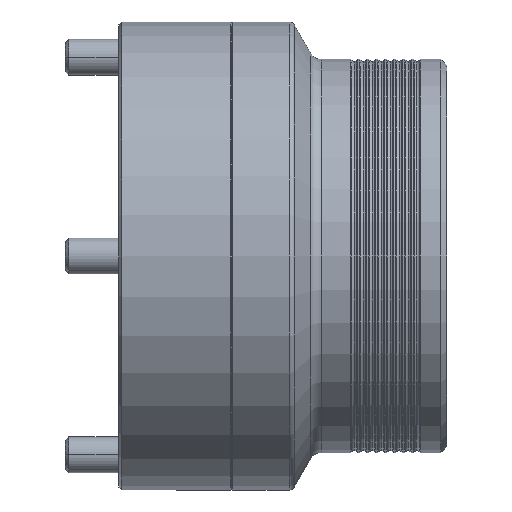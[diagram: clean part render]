
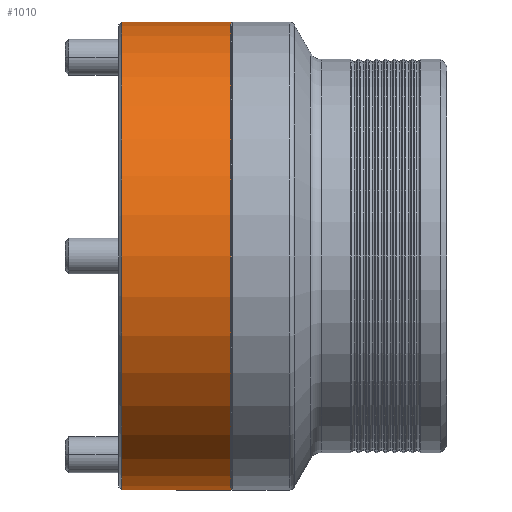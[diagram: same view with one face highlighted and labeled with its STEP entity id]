
A CAD part, front view. The second image highlights one B-rep face of the part: STEP entity #1010.
In plain terms, the highlighted cylindrical face has radius 78.5 mm (diameter 157 mm), a partial arc.
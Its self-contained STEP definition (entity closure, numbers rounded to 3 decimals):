
#222 = VECTOR ( 'NONE', #4552, 1000. ) ;
#372 = FACE_OUTER_BOUND ( 'NONE', #4122, .T. ) ;
#390 = EDGE_CURVE ( 'NONE', #1265, #507, #4434, .T. ) ;
#507 = VERTEX_POINT ( 'NONE', #3082 ) ;
#1010 = ADVANCED_FACE ( 'NONE', ( #372 ), #5096, .T. ) ;
#1016 = VERTEX_POINT ( 'NONE', #3022 ) ;
#1198 = CARTESIAN_POINT ( 'NONE',  ( 1., 0., 0. ) ) ;
#1265 = VERTEX_POINT ( 'NONE', #6340 ) ;
#1814 = DIRECTION ( 'NONE',  ( 0., 0., -1. ) ) ;
#1861 = LINE ( 'NONE', #6381, #222 ) ;
#2388 = DIRECTION ( 'NONE',  ( 0., 0., -1. ) ) ;
#2440 = AXIS2_PLACEMENT_3D ( 'NONE', #1198, #5511, #1814 ) ;
#2958 = DIRECTION ( 'NONE',  ( 1., 0., 0. ) ) ;
#3022 = CARTESIAN_POINT ( 'NONE',  ( 1., 0., 78.5 ) ) ;
#3051 = DIRECTION ( 'NONE',  ( 1., 0., 0. ) ) ;
#3082 = CARTESIAN_POINT ( 'NONE',  ( 37.5, 0., -78.5 ) ) ;
#3172 = AXIS2_PLACEMENT_3D ( 'NONE', #6658, #2958, #7269 ) ;
#4122 = EDGE_LOOP ( 'NONE', ( #5127, #6844, #4845, #7089 ) ) ;
#4294 = VERTEX_POINT ( 'NONE', #4803 ) ;
#4374 = EDGE_CURVE ( 'NONE', #1016, #4294, #4476, .T. ) ;
#4434 = CIRCLE ( 'NONE', #3172, 78.5 ) ;
#4456 = LINE ( 'NONE', #7398, #5911 ) ;
#4476 = CIRCLE ( 'NONE', #2440, 78.5 ) ;
#4552 = DIRECTION ( 'NONE',  ( 1., 0., 0. ) ) ;
#4803 = CARTESIAN_POINT ( 'NONE',  ( 1., 0., -78.5 ) ) ;
#4845 = ORIENTED_EDGE ( 'NONE', *, *, #6787, .T. ) ;
#5096 = CYLINDRICAL_SURFACE ( 'NONE', #5415, 78.5 ) ;
#5127 = ORIENTED_EDGE ( 'NONE', *, *, #6429, .F. ) ;
#5415 = AXIS2_PLACEMENT_3D ( 'NONE', #6727, #6102, #2388 ) ;
#5511 = DIRECTION ( 'NONE',  ( 1., 0., 0. ) ) ;
#5911 = VECTOR ( 'NONE', #3051, 1000. ) ;
#6102 = DIRECTION ( 'NONE',  ( 1., 0., 0. ) ) ;
#6340 = CARTESIAN_POINT ( 'NONE',  ( 37.5, 0., 78.5 ) ) ;
#6381 = CARTESIAN_POINT ( 'NONE',  ( 129.676, 0., 78.5 ) ) ;
#6429 = EDGE_CURVE ( 'NONE', #1016, #1265, #1861, .T. ) ;
#6658 = CARTESIAN_POINT ( 'NONE',  ( 37.5, 0., 0. ) ) ;
#6727 = CARTESIAN_POINT ( 'NONE',  ( 129.676, 0., 0. ) ) ;
#6787 = EDGE_CURVE ( 'NONE', #4294, #507, #4456, .T. ) ;
#6844 = ORIENTED_EDGE ( 'NONE', *, *, #4374, .T. ) ;
#7089 = ORIENTED_EDGE ( 'NONE', *, *, #390, .F. ) ;
#7269 = DIRECTION ( 'NONE',  ( 0., 0., -1. ) ) ;
#7398 = CARTESIAN_POINT ( 'NONE',  ( 129.676, 0., -78.5 ) ) ;
